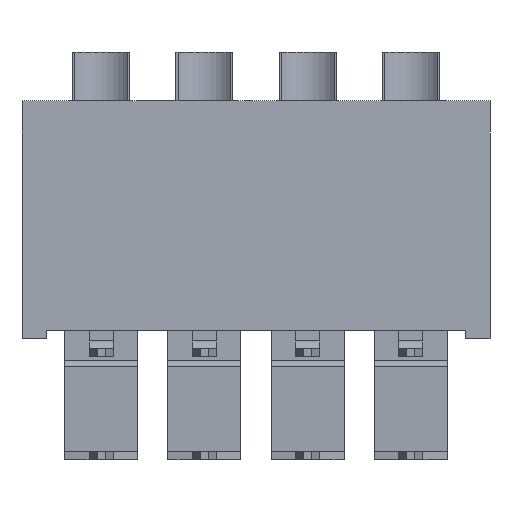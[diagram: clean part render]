
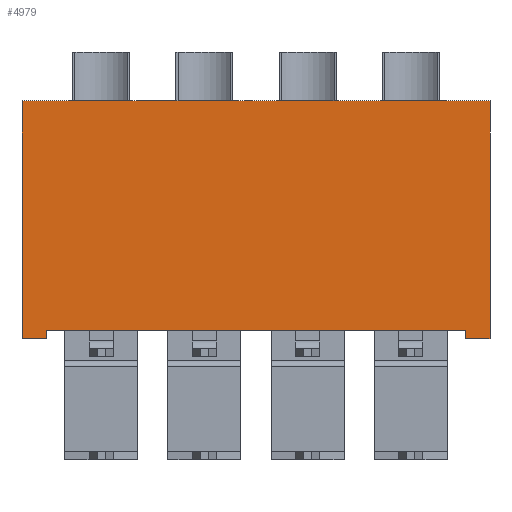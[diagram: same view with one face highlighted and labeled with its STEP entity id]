
A CAD part, front view. The second image highlights one B-rep face of the part: STEP entity #4979.
In plain terms, the highlighted planar face has unit normal (0, -1, 0).
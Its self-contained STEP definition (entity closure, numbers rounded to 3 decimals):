
#316=FACE_OUTER_BOUND('',#588,.T.);
#588=EDGE_LOOP('',(#3397,#3398,#3399,#3400,#3401,#3402,#3403,#3404));
#888=LINE('',#6817,#1501);
#902=LINE('',#6845,#1515);
#922=LINE('',#6885,#1535);
#925=LINE('',#6890,#1538);
#936=LINE('',#6910,#1549);
#937=LINE('',#6912,#1550);
#938=LINE('',#6914,#1551);
#939=LINE('',#6915,#1552);
#1501=VECTOR('',#5654,10.);
#1515=VECTOR('',#5672,10.);
#1535=VECTOR('',#5702,10.);
#1538=VECTOR('',#5707,10.);
#1549=VECTOR('',#5732,10.);
#1550=VECTOR('',#5733,10.);
#1551=VECTOR('',#5734,10.);
#1552=VECTOR('',#5735,10.);
#2112=VERTEX_POINT('',#6814);
#2113=VERTEX_POINT('',#6816);
#2124=VERTEX_POINT('',#6842);
#2125=VERTEX_POINT('',#6844);
#2139=VERTEX_POINT('',#6882);
#2140=VERTEX_POINT('',#6884);
#2144=VERTEX_POINT('',#6911);
#2145=VERTEX_POINT('',#6913);
#2596=EDGE_CURVE('',#2113,#2112,#888,.T.);
#2610=EDGE_CURVE('',#2125,#2124,#902,.T.);
#2630=EDGE_CURVE('',#2140,#2139,#922,.T.);
#2633=EDGE_CURVE('',#2139,#2125,#925,.T.);
#2644=EDGE_CURVE('',#2113,#2124,#936,.T.);
#2645=EDGE_CURVE('',#2144,#2112,#937,.T.);
#2646=EDGE_CURVE('',#2144,#2145,#938,.T.);
#2647=EDGE_CURVE('',#2140,#2145,#939,.T.);
#3397=ORIENTED_EDGE('',*,*,#2630,.T.);
#3398=ORIENTED_EDGE('',*,*,#2633,.T.);
#3399=ORIENTED_EDGE('',*,*,#2610,.T.);
#3400=ORIENTED_EDGE('',*,*,#2644,.F.);
#3401=ORIENTED_EDGE('',*,*,#2596,.T.);
#3402=ORIENTED_EDGE('',*,*,#2645,.F.);
#3403=ORIENTED_EDGE('',*,*,#2646,.T.);
#3404=ORIENTED_EDGE('',*,*,#2647,.F.);
#4762=PLANE('',#5370);
#4979=ADVANCED_FACE('',(#316),#4762,.T.);
#5370=AXIS2_PLACEMENT_3D('',#6909,#5730,#5731);
#5654=DIRECTION('',(0.,0.,1.));
#5672=DIRECTION('',(0.,0.,-1.));
#5702=DIRECTION('',(0.,0.,1.));
#5707=DIRECTION('',(1.,0.,0.));
#5730=DIRECTION('center_axis',(0.,-1.,0.));
#5731=DIRECTION('ref_axis',(0.,0.,-1.));
#5732=DIRECTION('',(-1.,0.,0.));
#5733=DIRECTION('',(1.,0.,0.));
#5734=DIRECTION('',(0.,0.,-1.));
#5735=DIRECTION('',(-1.,0.,0.));
#6814=CARTESIAN_POINT('',(5.76,-4.95,2.925));
#6816=CARTESIAN_POINT('',(5.76,-4.95,-2.925));
#6817=CARTESIAN_POINT('',(5.76,-4.95,-2.925));
#6842=CARTESIAN_POINT('',(5.16,-4.95,-2.925));
#6844=CARTESIAN_POINT('',(5.16,-4.95,-2.725));
#6845=CARTESIAN_POINT('',(5.16,-4.95,-2.925));
#6882=CARTESIAN_POINT('',(-5.16,-4.95,-2.725));
#6884=CARTESIAN_POINT('',(-5.16,-4.95,-2.925));
#6885=CARTESIAN_POINT('',(-5.16,-4.95,-2.925));
#6890=CARTESIAN_POINT('',(0.,-4.95,-2.725));
#6909=CARTESIAN_POINT('Origin',(0.,-4.95,-2.925));
#6910=CARTESIAN_POINT('',(0.,-4.95,-2.925));
#6911=CARTESIAN_POINT('',(-5.76,-4.95,2.925));
#6912=CARTESIAN_POINT('',(0.,-4.95,2.925));
#6913=CARTESIAN_POINT('',(-5.76,-4.95,-2.925));
#6914=CARTESIAN_POINT('',(-5.76,-4.95,-2.925));
#6915=CARTESIAN_POINT('',(0.,-4.95,-2.925));
